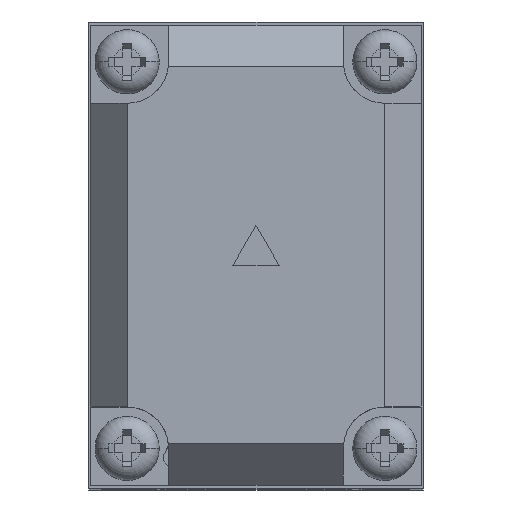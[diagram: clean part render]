
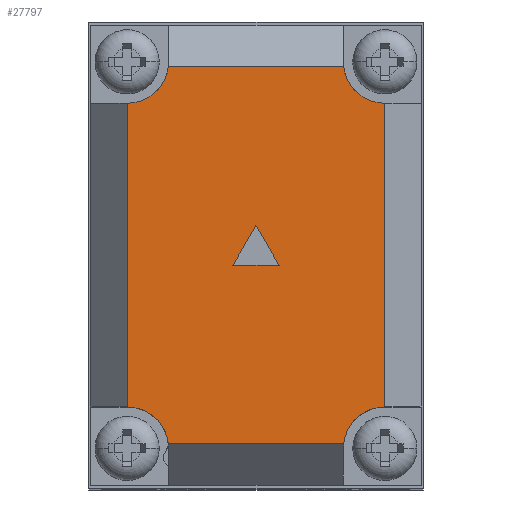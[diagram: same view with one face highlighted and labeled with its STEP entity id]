
A CAD part, top view. The second image highlights one B-rep face of the part: STEP entity #27797.
In plain terms, the highlighted planar face has unit normal (0, 0, 1).
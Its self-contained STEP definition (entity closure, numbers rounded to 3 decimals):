
#371 = EDGE_CURVE ( 'NONE', #3020, #3022, #7644, .T. ) ;
#372 = EDGE_CURVE ( 'NONE', #3024, #3020, #7646, .T. ) ;
#373 = EDGE_CURVE ( 'NONE', #3022, #3024, #7648, .T. ) ;
#374 = EDGE_CURVE ( 'NONE', #3025, #3027, #7650, .T. ) ;
#375 = EDGE_CURVE ( 'NONE', #3031, #3027, #7653, .T. ) ;
#376 = EDGE_CURVE ( 'NONE', #3031, #3033, #7652, .T. ) ;
#377 = EDGE_CURVE ( 'NONE', #3035, #3033, #7656, .T. ) ;
#378 = EDGE_CURVE ( 'NONE', #3035, #3036, #7655, .T. ) ;
#379 = EDGE_CURVE ( 'NONE', #3038, #3036, #7659, .T. ) ;
#380 = EDGE_CURVE ( 'NONE', #3038, #3040, #7658, .T. ) ;
#381 = EDGE_CURVE ( 'NONE', #3025, #3040, #7661, .T. ) ;
#3020 = VERTEX_POINT ( 'NONE', #15763 ) ;
#3022 = VERTEX_POINT ( 'NONE', #15764 ) ;
#3024 = VERTEX_POINT ( 'NONE', #15765 ) ;
#3025 = VERTEX_POINT ( 'NONE', #15766 ) ;
#3027 = VERTEX_POINT ( 'NONE', #15767 ) ;
#3031 = VERTEX_POINT ( 'NONE', #15769 ) ;
#3033 = VERTEX_POINT ( 'NONE', #15770 ) ;
#3035 = VERTEX_POINT ( 'NONE', #15771 ) ;
#3036 = VERTEX_POINT ( 'NONE', #15772 ) ;
#3038 = VERTEX_POINT ( 'NONE', #15773 ) ;
#3040 = VERTEX_POINT ( 'NONE', #15774 ) ;
#7644 = LINE ( 'NONE', #34489, #7645 ) ;
#7645 = VECTOR ( 'NONE', #34491, 1000. ) ;
#7646 = LINE ( 'NONE', #34493, #7647 ) ;
#7647 = VECTOR ( 'NONE', #34495, 1000. ) ;
#7648 = LINE ( 'NONE', #34498, #7649 ) ;
#7649 = VECTOR ( 'NONE', #34499, 1000. ) ;
#7650 = LINE ( 'NONE', #34502, #7651 ) ;
#7651 = VECTOR ( 'NONE', #34503, 1000. ) ;
#7652 = LINE ( 'NONE', #34512, #7654 ) ;
#7653 = CIRCLE ( 'NONE', #24411, 4.5 ) ;
#7654 = VECTOR ( 'NONE', #34513, 1000. ) ;
#7655 = LINE ( 'NONE', #34522, #7657 ) ;
#7656 = CIRCLE ( 'NONE', #24412, 4.5 ) ;
#7657 = VECTOR ( 'NONE', #34523, 1000. ) ;
#7658 = LINE ( 'NONE', #34532, #7660 ) ;
#7659 = CIRCLE ( 'NONE', #24413, 4.5 ) ;
#7660 = VECTOR ( 'NONE', #34533, 1000. ) ;
#7661 = CIRCLE ( 'NONE', #24414, 4.5 ) ;
#10622 = AXIS2_PLACEMENT_3D ( 'NONE', #21742, #21743, #21744 ) ;
#12126 = EDGE_LOOP ( 'NONE', ( #27158, #27159, #27160 ) ) ;
#12127 = EDGE_LOOP ( 'NONE', ( #27161, #27162, #27163, #27164, #27165, #27166, #27167, #27168 ) ) ;
#15763 = CARTESIAN_POINT ( 'NONE',  ( 0., 3.23, 0. ) ) ;
#15764 = CARTESIAN_POINT ( 'NONE',  ( -2.5, -1.1, 0. ) ) ;
#15765 = CARTESIAN_POINT ( 'NONE',  ( 2.5, -1.1, 0. ) ) ;
#15766 = CARTESIAN_POINT ( 'NONE',  ( 14., -16.5, 0. ) ) ;
#15767 = CARTESIAN_POINT ( 'NONE',  ( 14., 16.5, 0. ) ) ;
#15769 = CARTESIAN_POINT ( 'NONE',  ( 9.528, 20.5, 0. ) ) ;
#15770 = CARTESIAN_POINT ( 'NONE',  ( -9.528, 20.5, 0. ) ) ;
#15771 = CARTESIAN_POINT ( 'NONE',  ( -14., 16.5, 0. ) ) ;
#15772 = CARTESIAN_POINT ( 'NONE',  ( -14., -16.5, 0. ) ) ;
#15773 = CARTESIAN_POINT ( 'NONE',  ( -9.528, -20.5, 0. ) ) ;
#15774 = CARTESIAN_POINT ( 'NONE',  ( 9.528, -20.5, 0. ) ) ;
#21741 = PLANE ( 'NONE',  #10622 ) ;
#21742 = CARTESIAN_POINT ( 'NONE',  ( -18., 25., 0. ) ) ;
#21743 = DIRECTION ( 'NONE',  ( 0., 0., -1. ) ) ;
#21744 = DIRECTION ( 'NONE',  ( -1., 0., 0. ) ) ;
#24411 = AXIS2_PLACEMENT_3D ( 'NONE', #34506, #34508, #34509 ) ;
#24412 = AXIS2_PLACEMENT_3D ( 'NONE', #34516, #34518, #34519 ) ;
#24413 = AXIS2_PLACEMENT_3D ( 'NONE', #34526, #34528, #34529 ) ;
#24414 = AXIS2_PLACEMENT_3D ( 'NONE', #34536, #34538, #34539 ) ;
#27158 = ORIENTED_EDGE ( 'NONE', *, *, #371, .F. ) ;
#27159 = ORIENTED_EDGE ( 'NONE', *, *, #372, .F. ) ;
#27160 = ORIENTED_EDGE ( 'NONE', *, *, #373, .F. ) ;
#27161 = ORIENTED_EDGE ( 'NONE', *, *, #374, .T. ) ;
#27162 = ORIENTED_EDGE ( 'NONE', *, *, #375, .F. ) ;
#27163 = ORIENTED_EDGE ( 'NONE', *, *, #376, .T. ) ;
#27164 = ORIENTED_EDGE ( 'NONE', *, *, #377, .F. ) ;
#27165 = ORIENTED_EDGE ( 'NONE', *, *, #378, .T. ) ;
#27166 = ORIENTED_EDGE ( 'NONE', *, *, #379, .F. ) ;
#27167 = ORIENTED_EDGE ( 'NONE', *, *, #380, .T. ) ;
#27168 = ORIENTED_EDGE ( 'NONE', *, *, #381, .F. ) ;
#27797 = ADVANCED_FACE ( 'NONE', ( #30370, #30372 ), #21741, .F. ) ;
#30370 = FACE_BOUND ( 'NONE', #12126, .T. ) ;
#30372 = FACE_OUTER_BOUND ( 'NONE', #12127, .T. ) ;
#34489 = CARTESIAN_POINT ( 'NONE',  ( -2.5, -1.1, 0. ) ) ;
#34491 = DIRECTION ( 'NONE',  ( -0.5, -0.866, 0. ) ) ;
#34493 = CARTESIAN_POINT ( 'NONE',  ( 2.5, -1.1, 0. ) ) ;
#34495 = DIRECTION ( 'NONE',  ( -0.5, 0.866, 0. ) ) ;
#34498 = CARTESIAN_POINT ( 'NONE',  ( 2.5, -1.1, 0. ) ) ;
#34499 = DIRECTION ( 'NONE',  ( 1., 0., 0. ) ) ;
#34502 = CARTESIAN_POINT ( 'NONE',  ( 14., 20.5, 0. ) ) ;
#34503 = DIRECTION ( 'NONE',  ( 0., 1., 0. ) ) ;
#34506 = CARTESIAN_POINT ( 'NONE',  ( 14., 21., 0. ) ) ;
#34508 = DIRECTION ( 'NONE',  ( 0., 0., 1. ) ) ;
#34509 = DIRECTION ( 'NONE',  ( 1., 0., 0. ) ) ;
#34512 = CARTESIAN_POINT ( 'NONE',  ( -18., 20.5, 0. ) ) ;
#34513 = DIRECTION ( 'NONE',  ( -1., 0., 0. ) ) ;
#34516 = CARTESIAN_POINT ( 'NONE',  ( -14., 21., 0. ) ) ;
#34518 = DIRECTION ( 'NONE',  ( 0., 0., 1. ) ) ;
#34519 = DIRECTION ( 'NONE',  ( 1., 0., 0. ) ) ;
#34522 = CARTESIAN_POINT ( 'NONE',  ( -14., -20.5, 0. ) ) ;
#34523 = DIRECTION ( 'NONE',  ( 0., -1., 0. ) ) ;
#34526 = CARTESIAN_POINT ( 'NONE',  ( -14., -21., 0. ) ) ;
#34528 = DIRECTION ( 'NONE',  ( 0., 0., 1. ) ) ;
#34529 = DIRECTION ( 'NONE',  ( 1., 0., 0. ) ) ;
#34532 = CARTESIAN_POINT ( 'NONE',  ( 18., -20.5, 0. ) ) ;
#34533 = DIRECTION ( 'NONE',  ( 1., 0., 0. ) ) ;
#34536 = CARTESIAN_POINT ( 'NONE',  ( 14., -21., 0. ) ) ;
#34538 = DIRECTION ( 'NONE',  ( 0., 0., 1. ) ) ;
#34539 = DIRECTION ( 'NONE',  ( 1., 0., 0. ) ) ;
